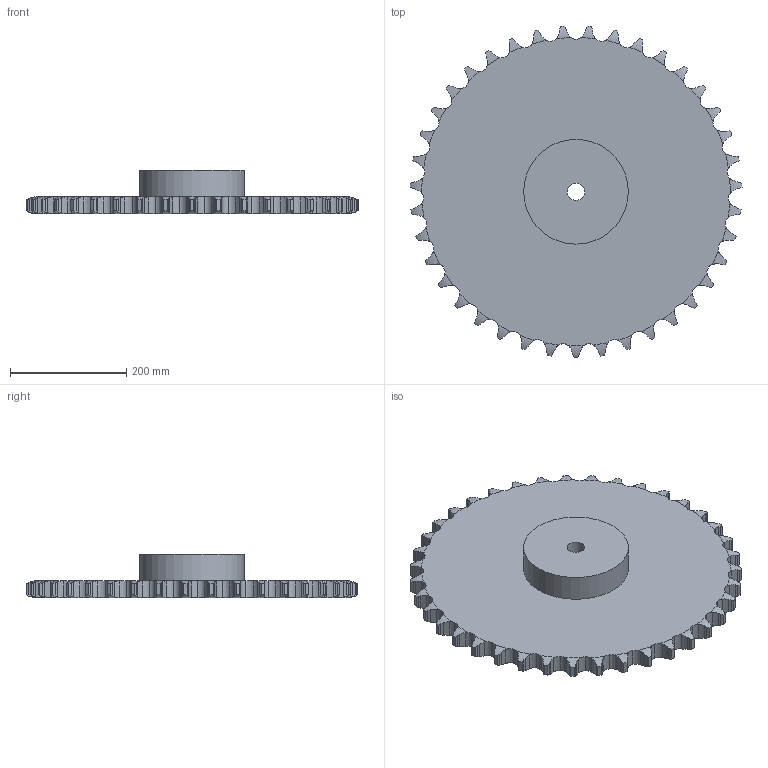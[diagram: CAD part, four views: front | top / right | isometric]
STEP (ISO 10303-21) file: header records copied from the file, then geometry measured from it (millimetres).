
FILE_DESCRIPTION(('FreeCAD Model'),'2;1');
FILE_NAME('Open CASCADE Shape Model','2021-06-27T08:39:20',('FreeCAD'),( 'FreeCAD'),'Open CASCADE STEP processor 7.4','FreeCAD','Unknown');
FILE_SCHEMA(('AUTOMOTIVE_DESIGN { 1 0 10303 214 1 1 1 1 }'));
Length unit declared in the file: millimetre
Products named in the file (1): Open CASCADE STEP translator 7.4 32
Bounding box: 570.77 x 570.33 x 75 mm (x, y, z)
Volume: 7873441.7 mm3; surface area: 567454.7 mm2
Topology: 1 solids, 1 shells, 437 faces, 1300 edges, 867 vertices
Faces by surface type: cylinder 275, plane 82, torus 80
Full cylindrical faces by diameter (mm): 30 x1, 180 x1
Entity records: 40478 total; most frequent: CARTESIAN_POINT 18573, DIRECTION 2982, ORIENTED_EDGE 2600, PCURVE 2600, DEFINITIONAL_REPRESENTATION 2600, B_SPLINE_CURVE_WITH_KNOTS 1878, LINE 1459, VECTOR 1459
